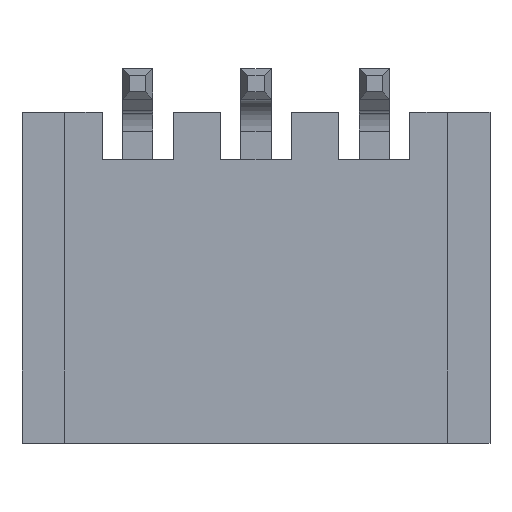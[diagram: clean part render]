
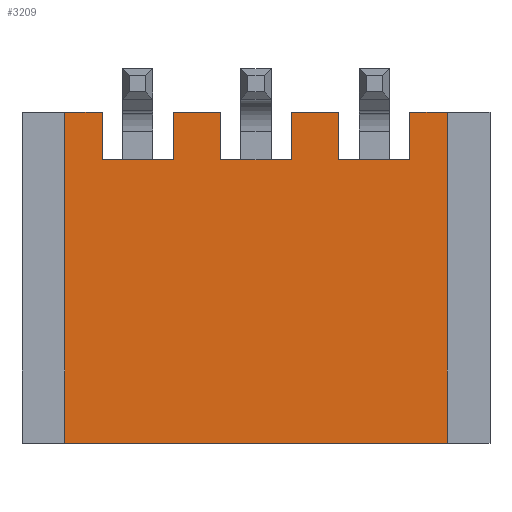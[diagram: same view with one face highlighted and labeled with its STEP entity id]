
A CAD part, front view. The second image highlights one B-rep face of the part: STEP entity #3209.
In plain terms, the highlighted planar face has unit normal (0, -1, 0).
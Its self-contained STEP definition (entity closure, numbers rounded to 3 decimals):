
#2849 = VERTEX_POINT('',#2850);
#2850 = CARTESIAN_POINT('',(0.75,0.4,1.25));
#2856 = EDGE_CURVE('',#2857,#2849,#2859,.T.);
#2857 = VERTEX_POINT('',#2858);
#2858 = CARTESIAN_POINT('',(1.75,0.4,1.25));
#2859 = LINE('',#2860,#2861);
#2860 = CARTESIAN_POINT('',(4.05,0.4,1.25));
#2861 = VECTOR('',#2862,1.);
#2862 = DIRECTION('',(-1.,0.,0.));
#3192 = VERTEX_POINT('',#3193);
#3193 = CARTESIAN_POINT('',(0.75,0.4,0.25));
#3199 = EDGE_CURVE('',#2849,#3192,#3200,.T.);
#3200 = LINE('',#3201,#3202);
#3201 = CARTESIAN_POINT('',(0.75,0.4,-5.75));
#3202 = VECTOR('',#3203,1.);
#3203 = DIRECTION('',(0.,0.,-1.));
#3209 = ADVANCED_FACE('',(#3210),#3324,.F.);
#3210 = FACE_BOUND('',#3211,.T.);
#3211 = EDGE_LOOP('',(#3212,#3213,#3214,#3222,#3230,#3238,#3246,#3254,
    #3262,#3270,#3278,#3286,#3294,#3302,#3310,#3318));
#3212 = ORIENTED_EDGE('',*,*,#2856,.T.);
#3213 = ORIENTED_EDGE('',*,*,#3199,.T.);
#3214 = ORIENTED_EDGE('',*,*,#3215,.T.);
#3215 = EDGE_CURVE('',#3192,#3216,#3218,.T.);
#3216 = VERTEX_POINT('',#3217);
#3217 = CARTESIAN_POINT('',(-0.75,0.4,0.25));
#3218 = LINE('',#3219,#3220);
#3219 = CARTESIAN_POINT('',(0.,0.4,0.25));
#3220 = VECTOR('',#3221,1.);
#3221 = DIRECTION('',(-1.,0.,0.));
#3222 = ORIENTED_EDGE('',*,*,#3223,.T.);
#3223 = EDGE_CURVE('',#3216,#3224,#3226,.T.);
#3224 = VERTEX_POINT('',#3225);
#3225 = CARTESIAN_POINT('',(-0.75,0.4,1.25));
#3226 = LINE('',#3227,#3228);
#3227 = CARTESIAN_POINT('',(-0.75,0.4,-5.75));
#3228 = VECTOR('',#3229,1.);
#3229 = DIRECTION('',(0.,0.,1.));
#3230 = ORIENTED_EDGE('',*,*,#3231,.T.);
#3231 = EDGE_CURVE('',#3224,#3232,#3234,.T.);
#3232 = VERTEX_POINT('',#3233);
#3233 = CARTESIAN_POINT('',(-1.75,0.4,1.25));
#3234 = LINE('',#3235,#3236);
#3235 = CARTESIAN_POINT('',(4.05,0.4,1.25));
#3236 = VECTOR('',#3237,1.);
#3237 = DIRECTION('',(-1.,0.,0.));
#3238 = ORIENTED_EDGE('',*,*,#3239,.T.);
#3239 = EDGE_CURVE('',#3232,#3240,#3242,.T.);
#3240 = VERTEX_POINT('',#3241);
#3241 = CARTESIAN_POINT('',(-1.75,0.4,0.25));
#3242 = LINE('',#3243,#3244);
#3243 = CARTESIAN_POINT('',(-1.75,0.4,-5.75));
#3244 = VECTOR('',#3245,1.);
#3245 = DIRECTION('',(0.,0.,-1.));
#3246 = ORIENTED_EDGE('',*,*,#3247,.T.);
#3247 = EDGE_CURVE('',#3240,#3248,#3250,.T.);
#3248 = VERTEX_POINT('',#3249);
#3249 = CARTESIAN_POINT('',(-3.25,0.4,0.25));
#3250 = LINE('',#3251,#3252);
#3251 = CARTESIAN_POINT('',(0.,0.4,0.25));
#3252 = VECTOR('',#3253,1.);
#3253 = DIRECTION('',(-1.,0.,0.));
#3254 = ORIENTED_EDGE('',*,*,#3255,.T.);
#3255 = EDGE_CURVE('',#3248,#3256,#3258,.T.);
#3256 = VERTEX_POINT('',#3257);
#3257 = CARTESIAN_POINT('',(-3.25,0.4,1.25));
#3258 = LINE('',#3259,#3260);
#3259 = CARTESIAN_POINT('',(-3.25,0.4,-5.75));
#3260 = VECTOR('',#3261,1.);
#3261 = DIRECTION('',(0.,0.,1.));
#3262 = ORIENTED_EDGE('',*,*,#3263,.T.);
#3263 = EDGE_CURVE('',#3256,#3264,#3266,.T.);
#3264 = VERTEX_POINT('',#3265);
#3265 = CARTESIAN_POINT('',(-4.05,0.4,1.25));
#3266 = LINE('',#3267,#3268);
#3267 = CARTESIAN_POINT('',(4.05,0.4,1.25));
#3268 = VECTOR('',#3269,1.);
#3269 = DIRECTION('',(-1.,0.,0.));
#3270 = ORIENTED_EDGE('',*,*,#3271,.T.);
#3271 = EDGE_CURVE('',#3264,#3272,#3274,.T.);
#3272 = VERTEX_POINT('',#3273);
#3273 = CARTESIAN_POINT('',(-4.05,0.4,-5.75));
#3274 = LINE('',#3275,#3276);
#3275 = CARTESIAN_POINT('',(-4.05,0.4,1.25));
#3276 = VECTOR('',#3277,1.);
#3277 = DIRECTION('',(0.,0.,-1.));
#3278 = ORIENTED_EDGE('',*,*,#3279,.T.);
#3279 = EDGE_CURVE('',#3272,#3280,#3282,.T.);
#3280 = VERTEX_POINT('',#3281);
#3281 = CARTESIAN_POINT('',(4.05,0.4,-5.75));
#3282 = LINE('',#3283,#3284);
#3283 = CARTESIAN_POINT('',(4.05,0.4,-5.75));
#3284 = VECTOR('',#3285,1.);
#3285 = DIRECTION('',(1.,-0.,0.));
#3286 = ORIENTED_EDGE('',*,*,#3287,.T.);
#3287 = EDGE_CURVE('',#3280,#3288,#3290,.T.);
#3288 = VERTEX_POINT('',#3289);
#3289 = CARTESIAN_POINT('',(4.05,0.4,1.25));
#3290 = LINE('',#3291,#3292);
#3291 = CARTESIAN_POINT('',(4.05,0.4,1.25));
#3292 = VECTOR('',#3293,1.);
#3293 = DIRECTION('',(0.,-0.,1.));
#3294 = ORIENTED_EDGE('',*,*,#3295,.T.);
#3295 = EDGE_CURVE('',#3288,#3296,#3298,.T.);
#3296 = VERTEX_POINT('',#3297);
#3297 = CARTESIAN_POINT('',(3.25,0.4,1.25));
#3298 = LINE('',#3299,#3300);
#3299 = CARTESIAN_POINT('',(4.05,0.4,1.25));
#3300 = VECTOR('',#3301,1.);
#3301 = DIRECTION('',(-1.,0.,0.));
#3302 = ORIENTED_EDGE('',*,*,#3303,.T.);
#3303 = EDGE_CURVE('',#3296,#3304,#3306,.T.);
#3304 = VERTEX_POINT('',#3305);
#3305 = CARTESIAN_POINT('',(3.25,0.4,0.25));
#3306 = LINE('',#3307,#3308);
#3307 = CARTESIAN_POINT('',(3.25,0.4,-5.75));
#3308 = VECTOR('',#3309,1.);
#3309 = DIRECTION('',(0.,0.,-1.));
#3310 = ORIENTED_EDGE('',*,*,#3311,.T.);
#3311 = EDGE_CURVE('',#3304,#3312,#3314,.T.);
#3312 = VERTEX_POINT('',#3313);
#3313 = CARTESIAN_POINT('',(1.75,0.4,0.25));
#3314 = LINE('',#3315,#3316);
#3315 = CARTESIAN_POINT('',(0.,0.4,0.25));
#3316 = VECTOR('',#3317,1.);
#3317 = DIRECTION('',(-1.,0.,0.));
#3318 = ORIENTED_EDGE('',*,*,#3319,.T.);
#3319 = EDGE_CURVE('',#3312,#2857,#3320,.T.);
#3320 = LINE('',#3321,#3322);
#3321 = CARTESIAN_POINT('',(1.75,0.4,-5.75));
#3322 = VECTOR('',#3323,1.);
#3323 = DIRECTION('',(0.,0.,1.));
#3324 = PLANE('',#3325);
#3325 = AXIS2_PLACEMENT_3D('',#3326,#3327,#3328);
#3326 = CARTESIAN_POINT('',(0.,0.4,-5.75));
#3327 = DIRECTION('',(0.,1.,0.));
#3328 = DIRECTION('',(0.,0.,-1.));
